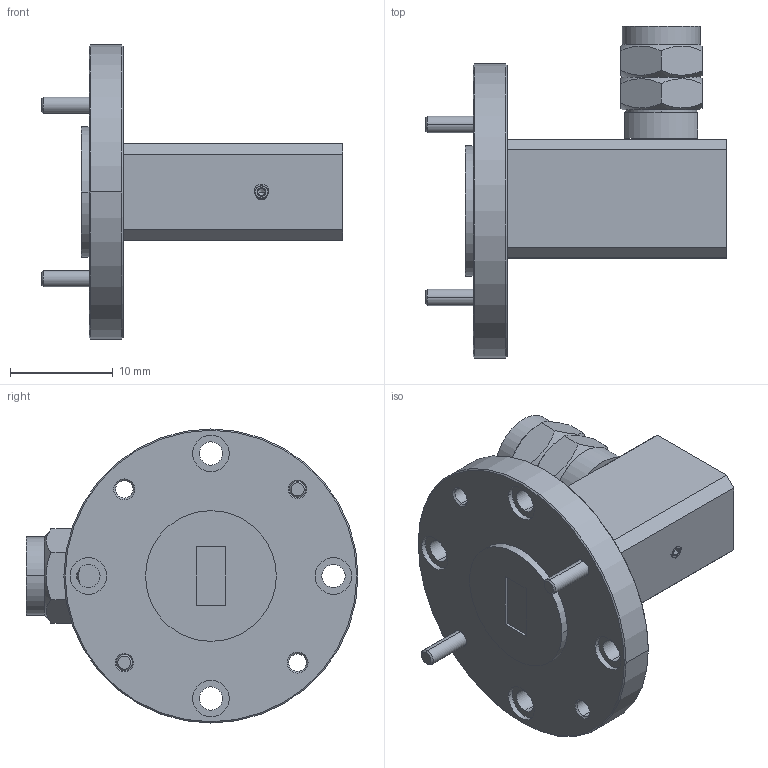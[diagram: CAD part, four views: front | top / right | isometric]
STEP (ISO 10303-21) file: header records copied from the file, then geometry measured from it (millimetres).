
FILE_DESCRIPTION (( 'STEP AP203' ), '1' );
FILE_NAME ('SWC-22VM-R1.STEP', '2018-10-25T22:50:43', ( '' ), ( '' ), 'SwSTEP 2.0', 'SolidWorks 2016', '' );
FILE_SCHEMA (( 'CONFIG_CONTROL_DESIGN' ));
Length unit declared in the file: inch
Products named in the file (1): SWC-22VM-R1
Bounding box: 29.27 x 32.25 x 28.57 mm (x, y, z)
Volume: 4858 mm3; surface area: 3463.3 mm2
Topology: 6 solids, 7 shells, 359 faces, 868 edges, 529 vertices
Faces by surface type: cylinder 143, cone 136, plane 78, bspline 2
Entity records: 12076 total; most frequent: CARTESIAN_POINT 4002, ORIENTED_EDGE 1712, DIRECTION 1587, EDGE_CURVE 856, AXIS2_PLACEMENT_3D 621, VERTEX_POINT 529, EDGE_LOOP 395, FACE_OUTER_BOUND 359
